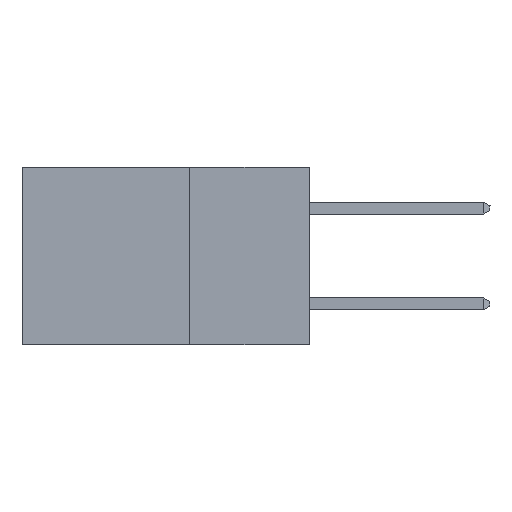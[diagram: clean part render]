
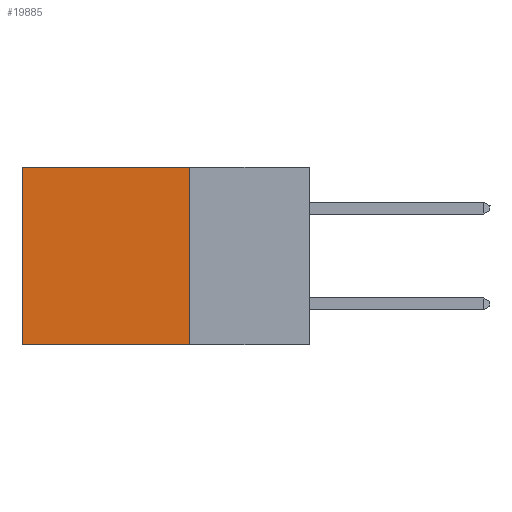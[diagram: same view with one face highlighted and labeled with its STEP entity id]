
A CAD part, left-side view. The second image highlights one B-rep face of the part: STEP entity #19885.
In plain terms, the highlighted planar face has unit normal (-1, 0, 0).
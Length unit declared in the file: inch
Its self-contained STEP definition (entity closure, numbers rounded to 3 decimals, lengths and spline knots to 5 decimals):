
#1705 = EDGE_CURVE ( 'NONE', #13089, #41768, #38945, .T. ) ;
#2838 = EDGE_CURVE ( 'NONE', #33824, #41768, #20088, .T. ) ;
#4292 = CARTESIAN_POINT ( 'NONE',  ( 0.2875, 0.6, 0. ) ) ;
#5732 = EDGE_LOOP ( 'NONE', ( #32071, #6343, #8870, #28824 ) ) ;
#6343 = ORIENTED_EDGE ( 'NONE', *, *, #1705, .F. ) ;
#6429 = CARTESIAN_POINT ( 'NONE',  ( 0.2875, 0.25, -0.37 ) ) ;
#7031 = CARTESIAN_POINT ( 'NONE',  ( 0.2875, 0.25, 0. ) ) ;
#8870 = ORIENTED_EDGE ( 'NONE', *, *, #30176, .F. ) ;
#9371 = CARTESIAN_POINT ( 'NONE',  ( 0.2875, 0.25, -0.37 ) ) ;
#9650 = DIRECTION ( 'NONE',  ( 0., 1., 0. ) ) ;
#10311 = DIRECTION ( 'NONE',  ( 0., 0., -1. ) ) ;
#12428 = AXIS2_PLACEMENT_3D ( 'NONE', #7031, #29798, #10311 ) ;
#12667 = DIRECTION ( 'NONE',  ( 0., 1., 0. ) ) ;
#13089 = VERTEX_POINT ( 'NONE', #6429 ) ;
#15279 = LINE ( 'NONE', #33396, #21889 ) ;
#16230 = CARTESIAN_POINT ( 'NONE',  ( 0.2875, 0.25, 0. ) ) ;
#18809 = VECTOR ( 'NONE', #9650, 39.37008 ) ;
#19345 = CARTESIAN_POINT ( 'NONE',  ( 0.2875, 0.6, -0.37 ) ) ;
#19815 = LINE ( 'NONE', #16230, #18809 ) ;
#19873 = CARTESIAN_POINT ( 'NONE',  ( 0.2875, 0.25, 0. ) ) ;
#19885 = ADVANCED_FACE ( 'NONE', ( #32212 ), #23263, .F. ) ;
#20088 = LINE ( 'NONE', #21834, #36380 ) ;
#21834 = CARTESIAN_POINT ( 'NONE',  ( 0.2875, 0.6, 0. ) ) ;
#21889 = VECTOR ( 'NONE', #36677, 39.37008 ) ;
#23263 = PLANE ( 'NONE',  #12428 ) ;
#25082 = DIRECTION ( 'NONE',  ( 0., 0., -1. ) ) ;
#28824 = ORIENTED_EDGE ( 'NONE', *, *, #32889, .T. ) ;
#29798 = DIRECTION ( 'NONE',  ( 1., 0., 0. ) ) ;
#30176 = EDGE_CURVE ( 'NONE', #39068, #13089, #15279, .T. ) ;
#32071 = ORIENTED_EDGE ( 'NONE', *, *, #2838, .T. ) ;
#32212 = FACE_OUTER_BOUND ( 'NONE', #5732, .T. ) ;
#32889 = EDGE_CURVE ( 'NONE', #39068, #33824, #19815, .T. ) ;
#33396 = CARTESIAN_POINT ( 'NONE',  ( 0.2875, 0.25, 0. ) ) ;
#33824 = VERTEX_POINT ( 'NONE', #4292 ) ;
#36380 = VECTOR ( 'NONE', #25082, 39.37008 ) ;
#36677 = DIRECTION ( 'NONE',  ( 0., 0., -1. ) ) ;
#38945 = LINE ( 'NONE', #9371, #39964 ) ;
#39068 = VERTEX_POINT ( 'NONE', #19873 ) ;
#39964 = VECTOR ( 'NONE', #12667, 39.37008 ) ;
#41768 = VERTEX_POINT ( 'NONE', #19345 ) ;
